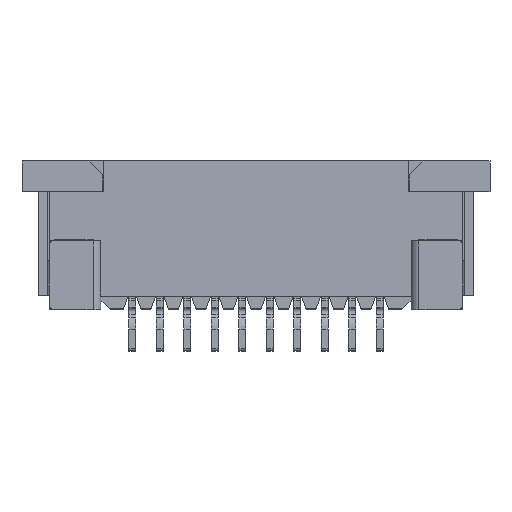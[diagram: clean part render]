
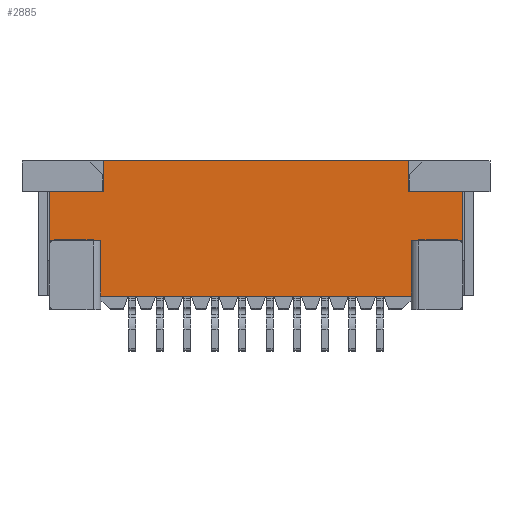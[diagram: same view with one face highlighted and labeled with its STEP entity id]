
A CAD part, front view. The second image highlights one B-rep face of the part: STEP entity #2885.
In plain terms, the highlighted face is planar.
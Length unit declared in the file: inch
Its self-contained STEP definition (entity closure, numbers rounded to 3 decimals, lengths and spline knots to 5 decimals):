
#2885 = ADVANCED_FACE( '', ( #5778 ), #5779, .F. );
#5778 = FACE_OUTER_BOUND( '', #8712, .T. );
#5779 = PLANE( '', #8713 );
#8712 = EDGE_LOOP( '', ( #17796, #17797, #17798, #17799, #17800, #17801, #17802, #17803, #17804, #17805, #17806, #17807 ) );
#8713 = AXIS2_PLACEMENT_3D( '', #17808, #17809, #17810 );
#17796 = ORIENTED_EDGE( '', *, *, #19172, .F. );
#17797 = ORIENTED_EDGE( '', *, *, #22002, .F. );
#17798 = ORIENTED_EDGE( '', *, *, #21450, .T. );
#17799 = ORIENTED_EDGE( '', *, *, #22302, .F. );
#17800 = ORIENTED_EDGE( '', *, *, #19129, .F. );
#17801 = ORIENTED_EDGE( '', *, *, #19185, .T. );
#17802 = ORIENTED_EDGE( '', *, *, #22077, .F. );
#17803 = ORIENTED_EDGE( '', *, *, #19670, .F. );
#17804 = ORIENTED_EDGE( '', *, *, #21037, .F. );
#17805 = ORIENTED_EDGE( '', *, *, #22190, .T. );
#17806 = ORIENTED_EDGE( '', *, *, #22455, .F. );
#17807 = ORIENTED_EDGE( '', *, *, #19294, .F. );
#17808 = CARTESIAN_POINT( '', ( 0.29535, 0., -0.059 ) );
#17809 = DIRECTION( '', ( 0., 0., 1. ) );
#17810 = DIRECTION( '', ( 1., 0., 0. ) );
#19129 = EDGE_CURVE( '', #23394, #23396, #23397, .T. );
#19172 = EDGE_CURVE( '', #23475, #23477, #23478, .T. );
#19185 = EDGE_CURVE( '', #23394, #23499, #23501, .T. );
#19294 = EDGE_CURVE( '', #23477, #23695, #23696, .T. );
#19670 = EDGE_CURVE( '', #24330, #24332, #24333, .T. );
#21037 = EDGE_CURVE( '', #26498, #24330, #26500, .T. );
#21450 = EDGE_CURVE( '', #27037, #27058, #27060, .T. );
#22002 = EDGE_CURVE( '', #27037, #23475, #27756, .T. );
#22077 = EDGE_CURVE( '', #24332, #23499, #27838, .T. );
#22190 = EDGE_CURVE( '', #26498, #27963, #27965, .T. );
#22302 = EDGE_CURVE( '', #23396, #27058, #28085, .T. );
#22455 = EDGE_CURVE( '', #23695, #27963, #28243, .T. );
#23394 = VERTEX_POINT( '', #29499 );
#23396 = VERTEX_POINT( '', #29502 );
#23397 = LINE( '', #29503, #29504 );
#23475 = VERTEX_POINT( '', #29623 );
#23477 = VERTEX_POINT( '', #29626 );
#23478 = LINE( '', #29627, #29628 );
#23499 = VERTEX_POINT( '', #29659 );
#23501 = LINE( '', #29662, #29663 );
#23695 = VERTEX_POINT( '', #29916 );
#23696 = LINE( '', #29917, #29918 );
#24330 = VERTEX_POINT( '', #30812 );
#24332 = VERTEX_POINT( '', #30815 );
#24333 = LINE( '', #30816, #30817 );
#26498 = VERTEX_POINT( '', #33852 );
#26500 = LINE( '', #33855, #33856 );
#27037 = VERTEX_POINT( '', #34640 );
#27058 = VERTEX_POINT( '', #34676 );
#27060 = LINE( '', #34679, #34680 );
#27756 = LINE( '', #35691, #35692 );
#27838 = LINE( '', #35806, #35807 );
#27963 = VERTEX_POINT( '', #35980 );
#27965 = LINE( '', #35983, #35984 );
#28085 = LINE( '', #36150, #36151 );
#28243 = LINE( '', #36356, #36357 );
#29499 = CARTESIAN_POINT( '', ( -0.29535, 0.044, -0.059 ) );
#29502 = CARTESIAN_POINT( '', ( -0.21772, 0.044, -0.059 ) );
#29503 = CARTESIAN_POINT( '', ( 0.29535, 0.044, -0.059 ) );
#29504 = VECTOR( '', #36997, 39.37008 );
#29623 = CARTESIAN_POINT( '', ( 0.21772, 0.044, -0.059 ) );
#29626 = CARTESIAN_POINT( '', ( 0.29535, 0.044, -0.059 ) );
#29627 = CARTESIAN_POINT( '', ( 0.29535, 0.044, -0.059 ) );
#29628 = VECTOR( '', #37040, 39.37008 );
#29659 = CARTESIAN_POINT( '', ( -0.29535, 0.11327, -0.059 ) );
#29662 = CARTESIAN_POINT( '', ( -0.29535, 0., -0.059 ) );
#29663 = VECTOR( '', #37052, 39.37008 );
#29916 = CARTESIAN_POINT( '', ( 0.29535, 0.11327, -0.059 ) );
#29917 = CARTESIAN_POINT( '', ( 0.29535, 0., -0.059 ) );
#29918 = VECTOR( '', #37211, 39.37008 );
#30812 = CARTESIAN_POINT( '', ( -0.22185, 0.19332, -0.059 ) );
#30815 = CARTESIAN_POINT( '', ( -0.22185, 0.11327, -0.059 ) );
#30816 = CARTESIAN_POINT( '', ( -0.22185, 0.32227, -0.059 ) );
#30817 = VECTOR( '', #37620, 39.37008 );
#33852 = CARTESIAN_POINT( '', ( 0.22185, 0.19332, -0.059 ) );
#33855 = CARTESIAN_POINT( '', ( 0.29535, 0.19332, -0.059 ) );
#33856 = VECTOR( '', #39272, 39.37008 );
#34640 = CARTESIAN_POINT( '', ( 0.21772, 0., -0.059 ) );
#34676 = CARTESIAN_POINT( '', ( -0.21772, 0., -0.059 ) );
#34679 = CARTESIAN_POINT( '', ( 0.29535, 0., -0.059 ) );
#34680 = VECTOR( '', #39680, 39.37008 );
#35691 = CARTESIAN_POINT( '', ( 0.21772, 0., -0.059 ) );
#35692 = VECTOR( '', #40185, 39.37008 );
#35806 = CARTESIAN_POINT( '', ( -0.22185, 0.11327, -0.059 ) );
#35807 = VECTOR( '', #40236, 39.37008 );
#35980 = CARTESIAN_POINT( '', ( 0.22185, 0.11327, -0.059 ) );
#35983 = CARTESIAN_POINT( '', ( 0.22185, 0.32227, -0.059 ) );
#35984 = VECTOR( '', #40343, 39.37008 );
#36150 = CARTESIAN_POINT( '', ( -0.21772, 0., -0.059 ) );
#36151 = VECTOR( '', #40426, 39.37008 );
#36356 = CARTESIAN_POINT( '', ( 0.31185, 0.11327, -0.059 ) );
#36357 = VECTOR( '', #40501, 39.37008 );
#36997 = DIRECTION( '', ( 1., 0., 0. ) );
#37040 = DIRECTION( '', ( 1., 0., 0. ) );
#37052 = DIRECTION( '', ( 0., 1., 0. ) );
#37211 = DIRECTION( '', ( 0., 1., 0. ) );
#37620 = DIRECTION( '', ( 0., -1., 0. ) );
#39272 = DIRECTION( '', ( -1., 0., 0. ) );
#39680 = DIRECTION( '', ( -1., 0., 0. ) );
#40185 = DIRECTION( '', ( 0., 1., 0. ) );
#40236 = DIRECTION( '', ( -1., 0., 0. ) );
#40343 = DIRECTION( '', ( 0., -1., 0. ) );
#40426 = DIRECTION( '', ( 0., -1., 0. ) );
#40501 = DIRECTION( '', ( -1., 0., 0. ) );
